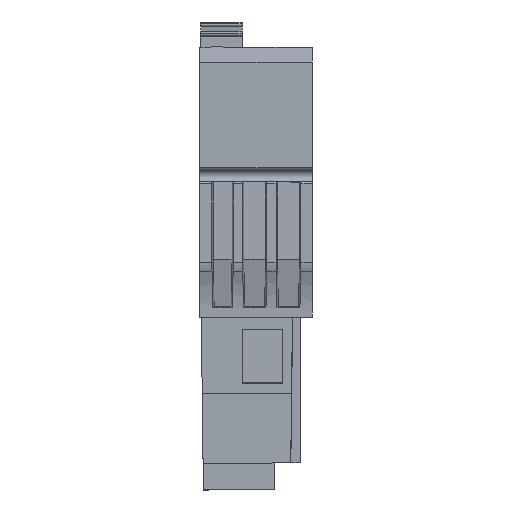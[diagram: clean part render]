
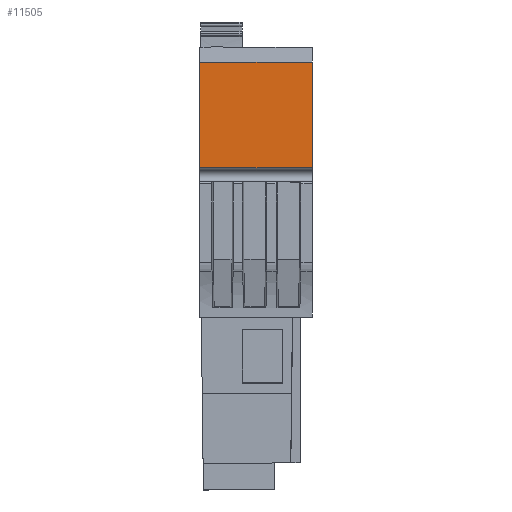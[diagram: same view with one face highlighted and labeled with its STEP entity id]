
A CAD part, front view. The second image highlights one B-rep face of the part: STEP entity #11505.
In plain terms, the highlighted face is planar.
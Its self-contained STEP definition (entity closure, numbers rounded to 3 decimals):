
#652=VERTEX_POINT('',#15088);
#653=VERTEX_POINT('',#15090);
#906=VERTEX_POINT('',#15768);
#907=VERTEX_POINT('',#15769);
#1798=VECTOR('',#12704,1.);
#2051=VECTOR('',#13071,1.);
#2052=VECTOR('',#13072,1.);
#2053=VECTOR('',#13073,1.);
#3440=LINE('',#15089,#1798);
#3693=LINE('',#15767,#2051);
#3694=LINE('',#15770,#2052);
#3695=LINE('',#15771,#2053);
#5082=EDGE_CURVE('',#653,#652,#3440,.T.);
#5377=EDGE_CURVE('',#906,#907,#3693,.T.);
#5378=EDGE_CURVE('',#907,#653,#3694,.T.);
#5379=EDGE_CURVE('',#906,#652,#3695,.T.);
#7225=ORIENTED_EDGE('',*,*,#5377,.T.);
#7226=ORIENTED_EDGE('',*,*,#5378,.T.);
#7227=ORIENTED_EDGE('',*,*,#5082,.T.);
#7228=ORIENTED_EDGE('',*,*,#5379,.F.);
#10307=EDGE_LOOP('',(#7225,#7226,#7227,#7228));
#10908=FACE_BOUND('',#10307,.T.);
#11505=ADVANCED_FACE('',(#10908),#18792,.T.);
#12124=AXIS2_PLACEMENT_3D('',#15766,#13070,$);
#12704=DIRECTION('',(0.,1.,0.));
#13070=DIRECTION('',(-1.,0.,0.));
#13071=DIRECTION('',(0.,-1.,0.));
#13072=DIRECTION('',(0.,0.,1.));
#13073=DIRECTION('',(0.,0.,1.));
#15088=CARTESIAN_POINT('',(32.532,147.85,617.566));
#15089=CARTESIAN_POINT('',(32.532,133.84,617.566));
#15090=CARTESIAN_POINT('',(32.532,133.84,617.566));
#15766=CARTESIAN_POINT('',(32.532,125.78,613.666));
#15767=CARTESIAN_POINT('',(32.532,147.85,602.666));
#15768=CARTESIAN_POINT('',(32.532,147.85,602.666));
#15769=CARTESIAN_POINT('',(32.532,133.84,602.666));
#15770=CARTESIAN_POINT('',(32.532,133.84,602.666));
#15771=CARTESIAN_POINT('',(32.532,147.85,602.666));
#18792=PLANE('',#12124);
